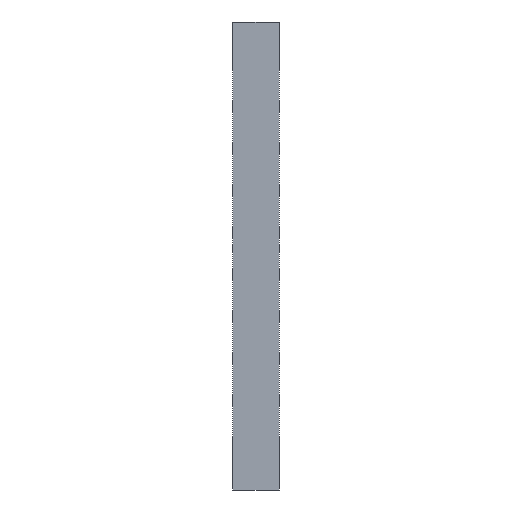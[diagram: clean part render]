
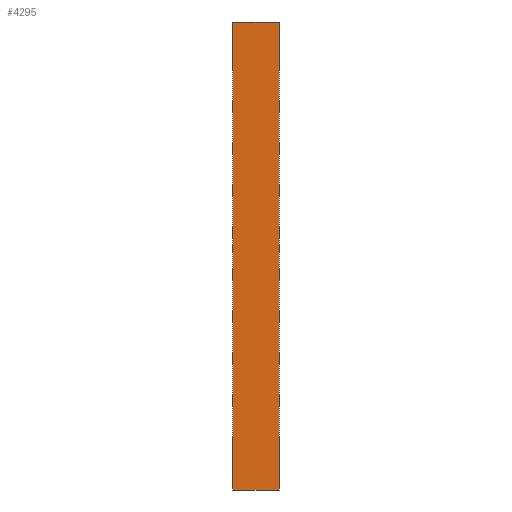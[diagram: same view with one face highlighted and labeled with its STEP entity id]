
A CAD part, left-side view. The second image highlights one B-rep face of the part: STEP entity #4295.
In plain terms, the highlighted planar face has unit normal (-1, 0, 0).
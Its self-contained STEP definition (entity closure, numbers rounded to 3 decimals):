
#1=DIRECTION('',(0.,0.,1.));
#2=VECTOR('',#1,200.);
#3=CARTESIAN_POINT('',(-100.,0.,-100.));
#4=LINE('',#3,#2);
#1017=DIRECTION('',(0.,1.,0.));
#1018=VECTOR('',#1017,20.);
#1019=CARTESIAN_POINT('',(-100.,0.,-100.));
#1020=LINE('',#1019,#1018);
#1029=DIRECTION('',(0.,1.,0.));
#1030=VECTOR('',#1029,20.);
#1031=CARTESIAN_POINT('',(-100.,0.,100.));
#1032=LINE('',#1031,#1030);
#1033=DIRECTION('',(0.,0.,1.));
#1034=VECTOR('',#1033,200.);
#1035=CARTESIAN_POINT('',(-100.,20.,-100.));
#1036=LINE('',#1035,#1034);
#2849=CARTESIAN_POINT('',(-100.,0.,-100.));
#2850=CARTESIAN_POINT('',(-100.,0.,100.));
#2851=VERTEX_POINT('',#2849);
#2852=VERTEX_POINT('',#2850);
#2857=CARTESIAN_POINT('',(-100.,20.,-100.));
#2858=CARTESIAN_POINT('',(-100.,20.,100.));
#2859=VERTEX_POINT('',#2857);
#2860=VERTEX_POINT('',#2858);
#4281=CARTESIAN_POINT('',(-100.,0.,-100.));
#4282=DIRECTION('',(-1.,0.,0.));
#4283=DIRECTION('',(0.,0.,1.));
#4284=AXIS2_PLACEMENT_3D('',#4281,#4282,#4283);
#4285=PLANE('',#4284);
#4286=ORIENTED_EDGE('',*,*,#3670,.F.);
#4288=ORIENTED_EDGE('',*,*,#4287,.T.);
#4290=ORIENTED_EDGE('',*,*,#4289,.T.);
#4292=ORIENTED_EDGE('',*,*,#4291,.F.);
#4293=EDGE_LOOP('',(#4286,#4288,#4290,#4292));
#4294=FACE_OUTER_BOUND('',#4293,.F.);
#4295=ADVANCED_FACE('',(#4294),#4285,.T.);
#3670=EDGE_CURVE('',#2851,#2852,#4,.T.);
#4287=EDGE_CURVE('',#2851,#2859,#1020,.T.);
#4289=EDGE_CURVE('',#2859,#2860,#1036,.T.);
#4291=EDGE_CURVE('',#2852,#2860,#1032,.T.);
